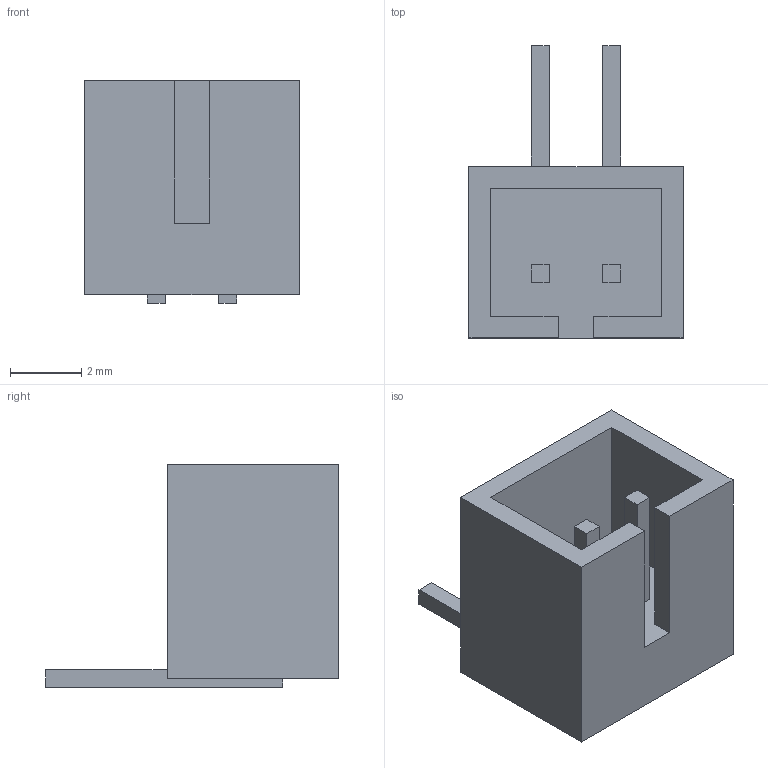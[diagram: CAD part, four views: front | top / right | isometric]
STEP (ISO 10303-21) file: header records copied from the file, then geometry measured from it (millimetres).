
FILE_DESCRIPTION (( 'STEP AP214' ), '1' );
FILE_NAME ('Conn_WB-02R(MW-2MR).STEP', '2018-03-06T15:16:46', ( '' ), ( '' ), 'SwSTEP 2.0', 'SolidWorks 2018', '' );
FILE_SCHEMA (( 'AUTOMOTIVE_DESIGN' ));
Length unit declared in the file: millimetre
Products named in the file (1): Conn_WB-02R(MW-2MR)
Bounding box: 6 x 8.2 x 6.25 mm (x, y, z)
Volume: 105.5 mm3; surface area: 282.5 mm2
Topology: 1 solids, 1 shells, 36 faces, 96 edges, 64 vertices
Faces by surface type: plane 36
Entity records: 1530 total; most frequent: CARTESIAN_POINT 197, ORIENTED_EDGE 192, DIRECTION 170, EDGE_CURVE 96, VECTOR 96, LINE 96, VERTEX_POINT 64, UNCERTAINTY_MEASURE_WITH_UNIT 39
